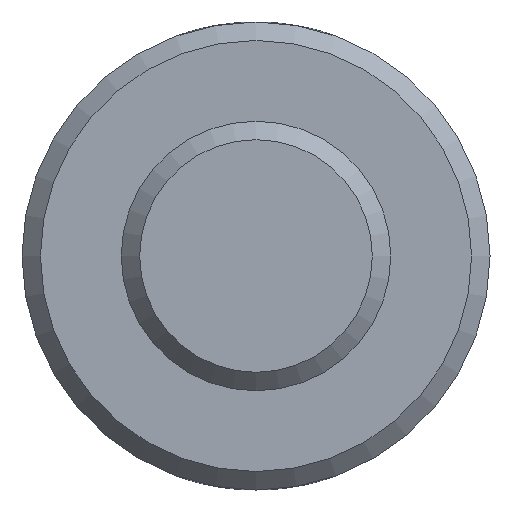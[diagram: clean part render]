
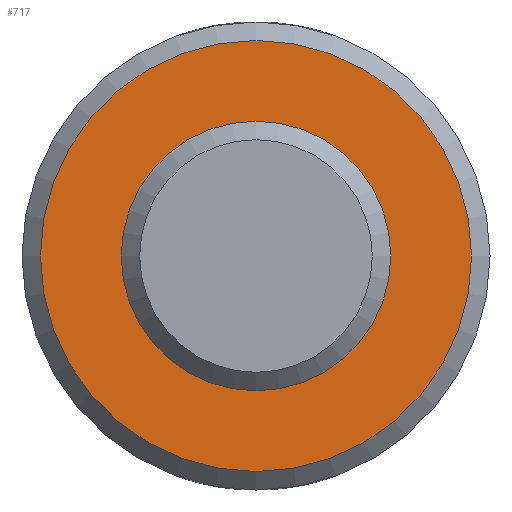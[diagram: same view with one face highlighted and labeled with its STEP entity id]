
A CAD part, front view. The second image highlights one B-rep face of the part: STEP entity #717.
In plain terms, the highlighted planar face has unit normal (0, -1, 0).
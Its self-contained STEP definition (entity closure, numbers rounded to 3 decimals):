
#22=FACE_BOUND('',#124,.T.);
#25=PLANE('',#787);
#37=CIRCLE('',#776,3.65);
#38=CIRCLE('',#777,3.65);
#42=CIRCLE('',#786,5.837);
#77=FACE_OUTER_BOUND('',#123,.T.);
#123=EDGE_LOOP('',(#567));
#124=EDGE_LOOP('',(#568,#569));
#318=VERTEX_POINT('',#1758);
#319=VERTEX_POINT('',#1759);
#325=VERTEX_POINT('',#2002);
#411=EDGE_CURVE('',#318,#319,#37,.T.);
#413=EDGE_CURVE('',#319,#318,#38,.T.);
#423=EDGE_CURVE('',#325,#325,#42,.T.);
#567=ORIENTED_EDGE('',*,*,#423,.F.);
#568=ORIENTED_EDGE('',*,*,#411,.F.);
#569=ORIENTED_EDGE('',*,*,#413,.F.);
#717=ADVANCED_FACE('',(#77,#22),#25,.F.);
#776=AXIS2_PLACEMENT_3D('',#1760,#894,#895);
#777=AXIS2_PLACEMENT_3D('',#1762,#897,#898);
#786=AXIS2_PLACEMENT_3D('',#2003,#917,#918);
#787=AXIS2_PLACEMENT_3D('',#2005,#920,#921);
#894=DIRECTION('center_axis',(0.,-1.,0.));
#895=DIRECTION('ref_axis',(1.,0.,0.));
#897=DIRECTION('center_axis',(0.,-1.,0.));
#898=DIRECTION('ref_axis',(1.,0.,0.));
#917=DIRECTION('center_axis',(0.,1.,0.));
#918=DIRECTION('ref_axis',(-1.,0.,0.));
#920=DIRECTION('center_axis',(0.,1.,0.));
#921=DIRECTION('ref_axis',(-1.,0.,0.));
#1758=CARTESIAN_POINT('',(3.65,25.,0.));
#1759=CARTESIAN_POINT('',(-3.65,25.,0.));
#1760=CARTESIAN_POINT('Origin',(0.,25.,0.));
#1762=CARTESIAN_POINT('Origin',(0.,25.,0.));
#2002=CARTESIAN_POINT('',(5.837,25.,0.));
#2003=CARTESIAN_POINT('Origin',(0.,25.,0.));
#2005=CARTESIAN_POINT('Origin',(0.,25.,0.));
